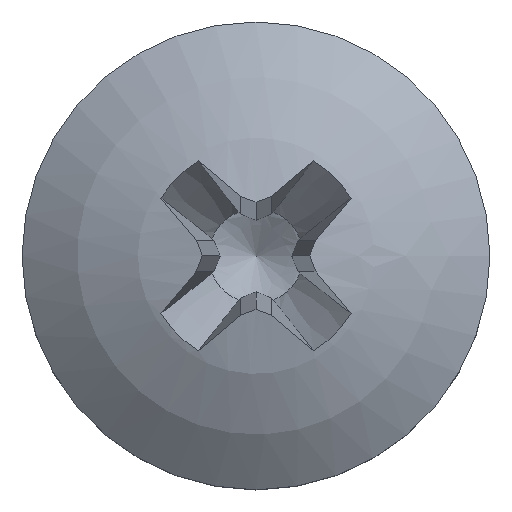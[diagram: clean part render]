
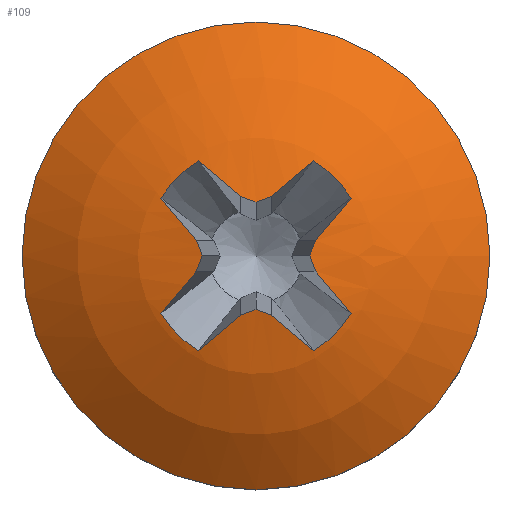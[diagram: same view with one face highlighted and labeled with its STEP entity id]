
A CAD part, top view. The second image highlights one B-rep face of the part: STEP entity #109.
In plain terms, the highlighted spherical face has radius 3.2 mm.
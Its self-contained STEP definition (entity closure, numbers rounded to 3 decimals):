
#21 = EDGE_CURVE('',#22,#22,#24,.T.);
#22 = VERTEX_POINT('',#23);
#23 = CARTESIAN_POINT('',(2.,0.,0.898));
#24 = CIRCLE('',#25,2.);
#25 = AXIS2_PLACEMENT_3D('',#26,#27,#28);
#26 = CARTESIAN_POINT('',(0.,0.,0.898));
#27 = DIRECTION('',(0.,0.,1.));
#28 = DIRECTION('',(1.,0.,-0.));
#109 = ADVANCED_FACE('',(#110),#301,.T.);
#110 = FACE_BOUND('',#111,.F.);
#111 = EDGE_LOOP('',(#112,#123,#130,#131,#132,#141,#150,#159,#168,#177,
    #186,#195,#204,#213,#222,#231,#240,#249,#258,#267,#276,#285,#294));
#112 = ORIENTED_EDGE('',*,*,#113,.T.);
#113 = EDGE_CURVE('',#114,#116,#118,.T.);
#114 = VERTEX_POINT('',#115);
#115 = CARTESIAN_POINT('',(0.508,-0.13,1.557));
#116 = VERTEX_POINT('',#117);
#117 = CARTESIAN_POINT('',(0.459,0.,1.567));
#118 = CIRCLE('',#119,3.199);
#119 = AXIS2_PLACEMENT_3D('',#120,#121,#122);
#120 = CARTESIAN_POINT('',(0.061,0.023,
    -1.607));
#121 = DIRECTION('',(-0.928,-0.354,0.114));
#122 = DIRECTION('',(0.356,-0.934,0.));
#123 = ORIENTED_EDGE('',*,*,#124,.T.);
#124 = EDGE_CURVE('',#116,#22,#125,.T.);
#125 = CIRCLE('',#126,3.2);
#126 = AXIS2_PLACEMENT_3D('',#127,#128,#129);
#127 = CARTESIAN_POINT('',(0.,0.,-1.6));
#128 = DIRECTION('',(0.,1.,0.));
#129 = DIRECTION('',(0.,-0.,1.));
#130 = ORIENTED_EDGE('',*,*,#21,.F.);
#131 = ORIENTED_EDGE('',*,*,#124,.F.);
#132 = ORIENTED_EDGE('',*,*,#133,.T.);
#133 = EDGE_CURVE('',#116,#134,#136,.T.);
#134 = VERTEX_POINT('',#135);
#135 = CARTESIAN_POINT('',(0.508,0.13,1.557));
#136 = CIRCLE('',#137,3.199);
#137 = AXIS2_PLACEMENT_3D('',#138,#139,#140);
#138 = CARTESIAN_POINT('',(0.061,-0.023,
    -1.607));
#139 = DIRECTION('',(-0.928,0.354,0.114));
#140 = DIRECTION('',(-0.356,-0.934,0.));
#141 = ORIENTED_EDGE('',*,*,#142,.T.);
#142 = EDGE_CURVE('',#134,#143,#145,.T.);
#143 = VERTEX_POINT('',#144);
#144 = CARTESIAN_POINT('',(0.812,0.492,1.456)
  );
#145 = CIRCLE('',#146,3.2);
#146 = AXIS2_PLACEMENT_3D('',#147,#148,#149);
#147 = CARTESIAN_POINT('',(0.004,-0.003,
    -1.6));
#148 = DIRECTION('',(-0.749,0.656,0.092)
  );
#149 = DIRECTION('',(-0.659,-0.752,0.)
  );
#150 = ORIENTED_EDGE('',*,*,#151,.F.);
#151 = EDGE_CURVE('',#152,#143,#154,.T.);
#152 = VERTEX_POINT('',#153);
#153 = CARTESIAN_POINT('',(0.492,0.812,1.456)
  );
#154 = CIRCLE('',#155,0.95);
#155 = AXIS2_PLACEMENT_3D('',#156,#157,#158);
#156 = CARTESIAN_POINT('',(0.,0.,1.456));
#157 = DIRECTION('',(0.,0.,-1.));
#158 = DIRECTION('',(1.,0.,0.));
#159 = ORIENTED_EDGE('',*,*,#160,.T.);
#160 = EDGE_CURVE('',#152,#161,#163,.T.);
#161 = VERTEX_POINT('',#162);
#162 = CARTESIAN_POINT('',(0.13,0.508,1.557));
#163 = CIRCLE('',#164,3.2);
#164 = AXIS2_PLACEMENT_3D('',#165,#166,#167);
#165 = CARTESIAN_POINT('',(-0.003,0.004,
    -1.6));
#166 = DIRECTION('',(0.656,-0.749,0.092)
  );
#167 = DIRECTION('',(0.752,0.659,0.));
#168 = ORIENTED_EDGE('',*,*,#169,.T.);
#169 = EDGE_CURVE('',#161,#170,#172,.T.);
#170 = VERTEX_POINT('',#171);
#171 = CARTESIAN_POINT('',(0.,0.459,
    1.567));
#172 = CIRCLE('',#173,3.199);
#173 = AXIS2_PLACEMENT_3D('',#174,#175,#176);
#174 = CARTESIAN_POINT('',(-0.023,0.061,
    -1.607));
#175 = DIRECTION('',(0.354,-0.928,0.114));
#176 = DIRECTION('',(0.934,0.356,0.));
#177 = ORIENTED_EDGE('',*,*,#178,.T.);
#178 = EDGE_CURVE('',#170,#179,#181,.T.);
#179 = VERTEX_POINT('',#180);
#180 = CARTESIAN_POINT('',(-0.13,0.508,1.557));
#181 = CIRCLE('',#182,3.199);
#182 = AXIS2_PLACEMENT_3D('',#183,#184,#185);
#183 = CARTESIAN_POINT('',(0.023,0.061,
    -1.607));
#184 = DIRECTION('',(-0.354,-0.928,0.114));
#185 = DIRECTION('',(0.934,-0.356,0.));
#186 = ORIENTED_EDGE('',*,*,#187,.T.);
#187 = EDGE_CURVE('',#179,#188,#190,.T.);
#188 = VERTEX_POINT('',#189);
#189 = CARTESIAN_POINT('',(-0.492,0.812,1.456)
  );
#190 = CIRCLE('',#191,3.2);
#191 = AXIS2_PLACEMENT_3D('',#192,#193,#194);
#192 = CARTESIAN_POINT('',(0.003,0.004,
    -1.6));
#193 = DIRECTION('',(-0.656,-0.749,0.092)
  );
#194 = DIRECTION('',(0.752,-0.659,0.));
#195 = ORIENTED_EDGE('',*,*,#196,.F.);
#196 = EDGE_CURVE('',#197,#188,#199,.T.);
#197 = VERTEX_POINT('',#198);
#198 = CARTESIAN_POINT('',(-0.812,0.492,1.456)
  );
#199 = CIRCLE('',#200,0.95);
#200 = AXIS2_PLACEMENT_3D('',#201,#202,#203);
#201 = CARTESIAN_POINT('',(0.,0.,1.456));
#202 = DIRECTION('',(0.,0.,-1.));
#203 = DIRECTION('',(1.,0.,0.));
#204 = ORIENTED_EDGE('',*,*,#205,.T.);
#205 = EDGE_CURVE('',#197,#206,#208,.T.);
#206 = VERTEX_POINT('',#207);
#207 = CARTESIAN_POINT('',(-0.508,0.13,1.557));
#208 = CIRCLE('',#209,3.2);
#209 = AXIS2_PLACEMENT_3D('',#210,#211,#212);
#210 = CARTESIAN_POINT('',(-0.004,-0.003,
    -1.6));
#211 = DIRECTION('',(0.749,0.656,0.092));
#212 = DIRECTION('',(-0.659,0.752,0.));
#213 = ORIENTED_EDGE('',*,*,#214,.T.);
#214 = EDGE_CURVE('',#206,#215,#217,.T.);
#215 = VERTEX_POINT('',#216);
#216 = CARTESIAN_POINT('',(-0.459,0.,
    1.567));
#217 = CIRCLE('',#218,3.199);
#218 = AXIS2_PLACEMENT_3D('',#219,#220,#221);
#219 = CARTESIAN_POINT('',(-0.061,-0.023,
    -1.607));
#220 = DIRECTION('',(0.928,0.354,0.114));
#221 = DIRECTION('',(-0.356,0.934,0.));
#222 = ORIENTED_EDGE('',*,*,#223,.T.);
#223 = EDGE_CURVE('',#215,#224,#226,.T.);
#224 = VERTEX_POINT('',#225);
#225 = CARTESIAN_POINT('',(-0.508,-0.13,1.557));
#226 = CIRCLE('',#227,3.199);
#227 = AXIS2_PLACEMENT_3D('',#228,#229,#230);
#228 = CARTESIAN_POINT('',(-0.061,0.023,
    -1.607));
#229 = DIRECTION('',(0.928,-0.354,0.114));
#230 = DIRECTION('',(0.356,0.934,0.));
#231 = ORIENTED_EDGE('',*,*,#232,.T.);
#232 = EDGE_CURVE('',#224,#233,#235,.T.);
#233 = VERTEX_POINT('',#234);
#234 = CARTESIAN_POINT('',(-0.812,-0.492,1.456
    ));
#235 = CIRCLE('',#236,3.2);
#236 = AXIS2_PLACEMENT_3D('',#237,#238,#239);
#237 = CARTESIAN_POINT('',(-0.004,0.003,
    -1.6));
#238 = DIRECTION('',(0.749,-0.656,0.092)
  );
#239 = DIRECTION('',(0.659,0.752,0.));
#240 = ORIENTED_EDGE('',*,*,#241,.F.);
#241 = EDGE_CURVE('',#242,#233,#244,.T.);
#242 = VERTEX_POINT('',#243);
#243 = CARTESIAN_POINT('',(-0.492,-0.812,1.456
    ));
#244 = CIRCLE('',#245,0.95);
#245 = AXIS2_PLACEMENT_3D('',#246,#247,#248);
#246 = CARTESIAN_POINT('',(0.,0.,1.456));
#247 = DIRECTION('',(0.,0.,-1.));
#248 = DIRECTION('',(1.,0.,0.));
#249 = ORIENTED_EDGE('',*,*,#250,.T.);
#250 = EDGE_CURVE('',#242,#251,#253,.T.);
#251 = VERTEX_POINT('',#252);
#252 = CARTESIAN_POINT('',(-0.13,-0.508,1.557));
#253 = CIRCLE('',#254,3.2);
#254 = AXIS2_PLACEMENT_3D('',#255,#256,#257);
#255 = CARTESIAN_POINT('',(0.003,-0.004,
    -1.6));
#256 = DIRECTION('',(-0.656,0.749,0.092)
  );
#257 = DIRECTION('',(-0.752,-0.659,0.)
  );
#258 = ORIENTED_EDGE('',*,*,#259,.T.);
#259 = EDGE_CURVE('',#251,#260,#262,.T.);
#260 = VERTEX_POINT('',#261);
#261 = CARTESIAN_POINT('',(0.,-0.459,
    1.567));
#262 = CIRCLE('',#263,3.199);
#263 = AXIS2_PLACEMENT_3D('',#264,#265,#266);
#264 = CARTESIAN_POINT('',(0.023,-0.061,
    -1.607));
#265 = DIRECTION('',(-0.354,0.928,0.114));
#266 = DIRECTION('',(-0.934,-0.356,0.));
#267 = ORIENTED_EDGE('',*,*,#268,.T.);
#268 = EDGE_CURVE('',#260,#269,#271,.T.);
#269 = VERTEX_POINT('',#270);
#270 = CARTESIAN_POINT('',(0.13,-0.508,1.557));
#271 = CIRCLE('',#272,3.199);
#272 = AXIS2_PLACEMENT_3D('',#273,#274,#275);
#273 = CARTESIAN_POINT('',(-0.023,-0.061,
    -1.607));
#274 = DIRECTION('',(0.354,0.928,0.114));
#275 = DIRECTION('',(-0.934,0.356,0.));
#276 = ORIENTED_EDGE('',*,*,#277,.T.);
#277 = EDGE_CURVE('',#269,#278,#280,.T.);
#278 = VERTEX_POINT('',#279);
#279 = CARTESIAN_POINT('',(0.492,-0.812,1.456)
  );
#280 = CIRCLE('',#281,3.2);
#281 = AXIS2_PLACEMENT_3D('',#282,#283,#284);
#282 = CARTESIAN_POINT('',(-0.003,-0.004,
    -1.6));
#283 = DIRECTION('',(0.656,0.749,0.092));
#284 = DIRECTION('',(-0.752,0.659,0.));
#285 = ORIENTED_EDGE('',*,*,#286,.F.);
#286 = EDGE_CURVE('',#287,#278,#289,.T.);
#287 = VERTEX_POINT('',#288);
#288 = CARTESIAN_POINT('',(0.812,-0.492,1.456)
  );
#289 = CIRCLE('',#290,0.95);
#290 = AXIS2_PLACEMENT_3D('',#291,#292,#293);
#291 = CARTESIAN_POINT('',(0.,0.,1.456));
#292 = DIRECTION('',(0.,0.,-1.));
#293 = DIRECTION('',(1.,0.,0.));
#294 = ORIENTED_EDGE('',*,*,#295,.T.);
#295 = EDGE_CURVE('',#287,#114,#296,.T.);
#296 = CIRCLE('',#297,3.2);
#297 = AXIS2_PLACEMENT_3D('',#298,#299,#300);
#298 = CARTESIAN_POINT('',(0.004,0.003,
    -1.6));
#299 = DIRECTION('',(-0.749,-0.656,0.092)
  );
#300 = DIRECTION('',(0.659,-0.752,0.));
#301 = SPHERICAL_SURFACE('',#302,3.2);
#302 = AXIS2_PLACEMENT_3D('',#303,#304,#305);
#303 = CARTESIAN_POINT('',(0.,0.,-1.6));
#304 = DIRECTION('',(-0.,-0.,-1.));
#305 = DIRECTION('',(1.,0.,-0.));
